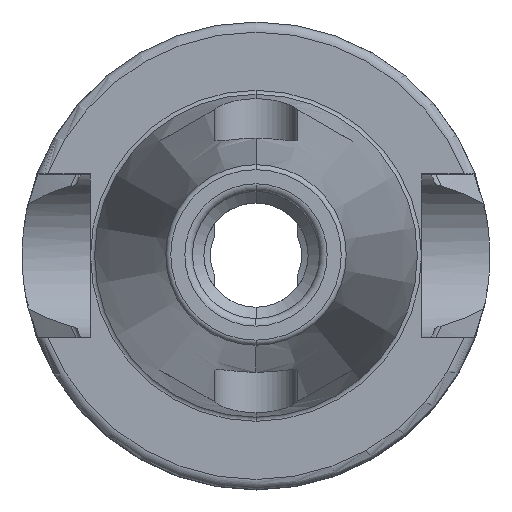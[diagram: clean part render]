
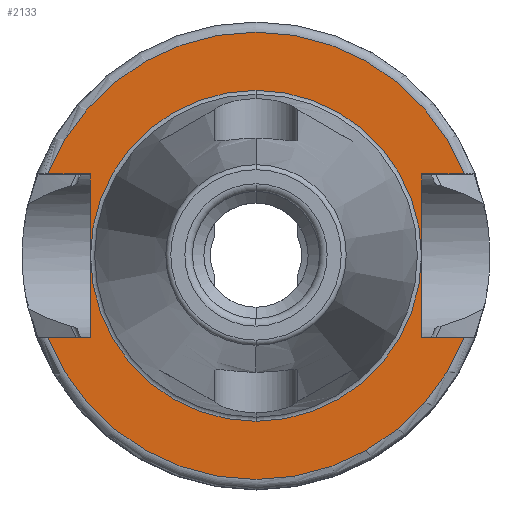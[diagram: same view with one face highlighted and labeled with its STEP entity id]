
A CAD part, top view. The second image highlights one B-rep face of the part: STEP entity #2133.
In plain terms, the highlighted planar face has unit normal (0, 0, 1).
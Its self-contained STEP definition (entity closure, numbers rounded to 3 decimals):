
#565=CARTESIAN_POINT('',(0,0,20));
#566=DIRECTION('',(0,0,-1));
#567=DIRECTION('',(0,1,0));
#568=AXIS2_PLACEMENT_3D('',#565,#566,#567);
#580=CARTESIAN_POINT('',(0,0,20));
#581=DIRECTION('',(0,0,1));
#582=DIRECTION('',(0,1,0));
#583=AXIS2_PLACEMENT_3D('',#580,#581,#582);
#585=DIRECTION('',(1,0,0));
#586=VECTOR('',#585,4.174);
#587=CARTESIAN_POINT('',(-20.474,-8.05,20));
#588=LINE('',#587,#586);
#589=DIRECTION('',(0,1,0));
#590=VECTOR('',#589,16.1);
#591=CARTESIAN_POINT('',(-16.3,-8.05,20));
#592=LINE('',#591,#590);
#593=DIRECTION('',(1,0,0));
#594=VECTOR('',#593,4.174);
#595=CARTESIAN_POINT('',(-20.474,8.05,20));
#596=LINE('',#595,#594);
#597=DIRECTION('',(-1,0,0));
#598=VECTOR('',#597,4.174);
#599=CARTESIAN_POINT('',(20.474,8.05,20));
#600=LINE('',#599,#598);
#601=DIRECTION('',(0,-1,0));
#602=VECTOR('',#601,16.1);
#603=CARTESIAN_POINT('',(16.3,8.05,20));
#604=LINE('',#603,#602);
#605=DIRECTION('',(-1,0,0));
#606=VECTOR('',#605,4.174);
#607=CARTESIAN_POINT('',(20.474,-8.05,20));
#608=LINE('',#607,#606);
#904=CARTESIAN_POINT('',(0,0,20));
#905=DIRECTION('',(0,0,1));
#906=DIRECTION('',(-0.931,-0.366,0));
#907=AXIS2_PLACEMENT_3D('',#904,#905,#906);
#921=CARTESIAN_POINT('',(0,0,20));
#922=DIRECTION('',(0,0,1));
#923=DIRECTION('',(0.931,0.366,0));
#924=AXIS2_PLACEMENT_3D('',#921,#922,#923);
#1435=CARTESIAN_POINT('',(-20.474,-8.05,20));
#1436=CARTESIAN_POINT('',(-16.3,-8.05,20));
#1437=VERTEX_POINT('',#1435);
#1438=VERTEX_POINT('',#1436);
#1439=CARTESIAN_POINT('',(-16.3,8.05,20));
#1440=VERTEX_POINT('',#1439);
#1441=CARTESIAN_POINT('',(-20.474,8.05,20));
#1442=VERTEX_POINT('',#1441);
#1443=CARTESIAN_POINT('',(16.3,8.05,20));
#1444=CARTESIAN_POINT('',(16.3,-8.05,20));
#1445=VERTEX_POINT('',#1443);
#1446=VERTEX_POINT('',#1444);
#1447=CARTESIAN_POINT('',(20.474,-8.05,20));
#1448=VERTEX_POINT('',#1447);
#1449=CARTESIAN_POINT('',(20.474,8.05,20));
#1450=VERTEX_POINT('',#1449);
#1493=CARTESIAN_POINT('',(0,16.275,20));
#1495=VERTEX_POINT('',#1493);
#1499=CARTESIAN_POINT('',(0,-16.275,20));
#1501=VERTEX_POINT('',#1499);
#2106=CARTESIAN_POINT('',(0,0,20));
#2107=DIRECTION('',(0,0,-1));
#2108=DIRECTION('',(0,-1,0));
#2109=AXIS2_PLACEMENT_3D('',#2106,#2107,#2108);
#2110=PLANE('',#2109);
#2112=ORIENTED_EDGE('',*,*,#2111,.T.);
#2114=ORIENTED_EDGE('',*,*,#2113,.T.);
#2116=ORIENTED_EDGE('',*,*,#2115,.F.);
#2118=ORIENTED_EDGE('',*,*,#2117,.F.);
#2120=ORIENTED_EDGE('',*,*,#2119,.T.);
#2122=ORIENTED_EDGE('',*,*,#2121,.T.);
#2124=ORIENTED_EDGE('',*,*,#2123,.F.);
#2126=ORIENTED_EDGE('',*,*,#2125,.F.);
#2127=EDGE_LOOP('',(#2112,#2114,#2116,#2118,#2120,#2122,#2124,#2126));
#2128=FACE_OUTER_BOUND('',#2127,.F.);
#2129=ORIENTED_EDGE('',*,*,#2101,.T.);
#2130=ORIENTED_EDGE('',*,*,#2085,.F.);
#2131=EDGE_LOOP('',(#2129,#2130));
#2132=FACE_BOUND('',#2131,.F.);
#2133=ADVANCED_FACE('',(#2128,#2132),#2110,.F.);
#569=CIRCLE('',#568,16.275);
#584=CIRCLE('',#583,16.275);
#908=CIRCLE('',#907,22);
#925=CIRCLE('',#924,22);
#2085=EDGE_CURVE('',#1495,#1501,#569,.T.);
#2101=EDGE_CURVE('',#1495,#1501,#584,.T.);
#2111=EDGE_CURVE('',#1437,#1438,#588,.T.);
#2113=EDGE_CURVE('',#1438,#1440,#592,.T.);
#2115=EDGE_CURVE('',#1442,#1440,#596,.T.);
#2117=EDGE_CURVE('',#1450,#1442,#925,.T.);
#2119=EDGE_CURVE('',#1450,#1445,#600,.T.);
#2121=EDGE_CURVE('',#1445,#1446,#604,.T.);
#2123=EDGE_CURVE('',#1448,#1446,#608,.T.);
#2125=EDGE_CURVE('',#1437,#1448,#908,.T.);
